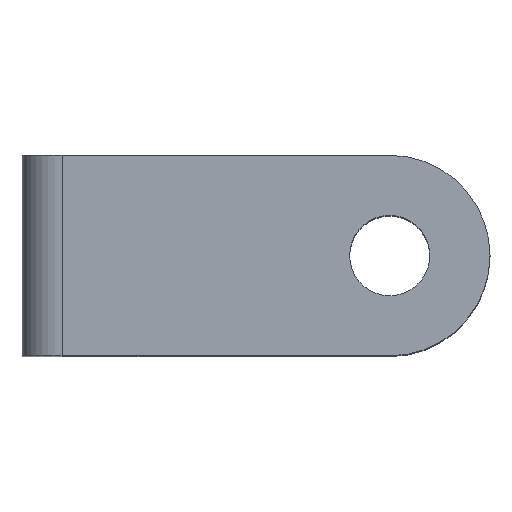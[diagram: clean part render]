
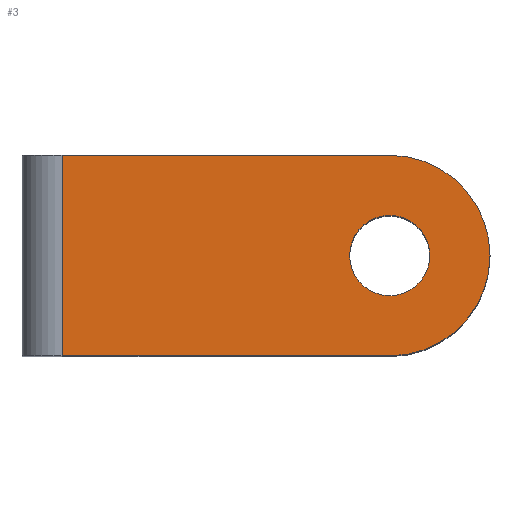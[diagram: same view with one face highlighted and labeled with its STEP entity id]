
A CAD part, top view. The second image highlights one B-rep face of the part: STEP entity #3.
In plain terms, the highlighted planar face has unit normal (0, 0, 1).
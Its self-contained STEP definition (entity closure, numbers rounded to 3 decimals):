
#3 = ADVANCED_FACE ( 'NONE', ( #597, #369 ), #65, .T. ) ;
#5 = CIRCLE ( 'NONE', #163, 3.75 ) ;
#9 = EDGE_CURVE ( 'NONE', #251, #440, #557, .T. ) ;
#24 = EDGE_CURVE ( 'NONE', #679, #644, #497, .T. ) ;
#37 = LINE ( 'NONE', #487, #244 ) ;
#43 = CARTESIAN_POINT ( 'NONE',  ( 13.75, 3.75, 9. ) ) ;
#49 = CARTESIAN_POINT ( 'NONE',  ( 17.5, 3.75, 9. ) ) ;
#65 = PLANE ( 'NONE',  #240 ) ;
#85 = AXIS2_PLACEMENT_3D ( 'NONE', #121, #291, #409 ) ;
#98 = VECTOR ( 'NONE', #457, 1000. ) ;
#100 = CARTESIAN_POINT ( 'NONE',  ( 13.75, 0., 9. ) ) ;
#121 = CARTESIAN_POINT ( 'NONE',  ( 13.75, 0., 9. ) ) ;
#122 = ORIENTED_EDGE ( 'NONE', *, *, #266, .T. ) ;
#163 = AXIS2_PLACEMENT_3D ( 'NONE', #500, #166, #630 ) ;
#164 = ORIENTED_EDGE ( 'NONE', *, *, #310, .T. ) ;
#166 = DIRECTION ( 'NONE',  ( 0., 0., -1. ) ) ;
#168 = CARTESIAN_POINT ( 'NONE',  ( 17.5, -3.75, 9. ) ) ;
#200 = LINE ( 'NONE', #49, #716 ) ;
#213 = CARTESIAN_POINT ( 'NONE',  ( 1.5, 3.75, 9. ) ) ;
#218 = CARTESIAN_POINT ( 'NONE',  ( 1.5, -3.75, 9. ) ) ;
#219 = DIRECTION ( 'NONE',  ( -1., 0., 0. ) ) ;
#235 = DIRECTION ( 'NONE',  ( 0., -1., 0. ) ) ;
#240 = AXIS2_PLACEMENT_3D ( 'NONE', #584, #354, #235 ) ;
#244 = VECTOR ( 'NONE', #437, 1000. ) ;
#251 = VERTEX_POINT ( 'NONE', #722 ) ;
#257 = CARTESIAN_POINT ( 'NONE',  ( 15.25, 0., 9. ) ) ;
#261 = ORIENTED_EDGE ( 'NONE', *, *, #24, .F. ) ;
#266 = EDGE_CURVE ( 'NONE', #440, #251, #319, .T. ) ;
#270 = EDGE_CURVE ( 'NONE', #709, #679, #5, .T. ) ;
#291 = DIRECTION ( 'NONE',  ( 0., 0., -1. ) ) ;
#296 = ORIENTED_EDGE ( 'NONE', *, *, #9, .T. ) ;
#310 = EDGE_CURVE ( 'NONE', #709, #686, #200, .T. ) ;
#319 = CIRCLE ( 'NONE', #654, 1.5 ) ;
#354 = DIRECTION ( 'NONE',  ( 0., 0., 1. ) ) ;
#369 = FACE_OUTER_BOUND ( 'NONE', #634, .T. ) ;
#387 = EDGE_LOOP ( 'NONE', ( #296, #122 ) ) ;
#390 = DIRECTION ( 'NONE',  ( -1., 0., 0. ) ) ;
#409 = DIRECTION ( 'NONE',  ( -1., 0., 0. ) ) ;
#437 = DIRECTION ( 'NONE',  ( 0., -1., 0. ) ) ;
#440 = VERTEX_POINT ( 'NONE', #257 ) ;
#457 = DIRECTION ( 'NONE',  ( -1., 0., 0. ) ) ;
#487 = CARTESIAN_POINT ( 'NONE',  ( 1.5, -3.75, 9. ) ) ;
#497 = LINE ( 'NONE', #168, #98 ) ;
#500 = CARTESIAN_POINT ( 'NONE',  ( 13.75, 0., 9. ) ) ;
#557 = CIRCLE ( 'NONE', #85, 1.5 ) ;
#558 = EDGE_CURVE ( 'NONE', #686, #644, #37, .T. ) ;
#584 = CARTESIAN_POINT ( 'NONE',  ( 17.5, 0., 9. ) ) ;
#586 = ORIENTED_EDGE ( 'NONE', *, *, #270, .F. ) ;
#597 = FACE_BOUND ( 'NONE', #387, .T. ) ;
#615 = DIRECTION ( 'NONE',  ( 0., 0., -1. ) ) ;
#630 = DIRECTION ( 'NONE',  ( -1., 0., 0. ) ) ;
#634 = EDGE_LOOP ( 'NONE', ( #164, #637, #261, #586 ) ) ;
#637 = ORIENTED_EDGE ( 'NONE', *, *, #558, .T. ) ;
#644 = VERTEX_POINT ( 'NONE', #218 ) ;
#654 = AXIS2_PLACEMENT_3D ( 'NONE', #100, #615, #390 ) ;
#679 = VERTEX_POINT ( 'NONE', #723 ) ;
#686 = VERTEX_POINT ( 'NONE', #213 ) ;
#709 = VERTEX_POINT ( 'NONE', #43 ) ;
#716 = VECTOR ( 'NONE', #219, 1000. ) ;
#722 = CARTESIAN_POINT ( 'NONE',  ( 12.25, 0., 9. ) ) ;
#723 = CARTESIAN_POINT ( 'NONE',  ( 13.75, -3.75, 9. ) ) ;
